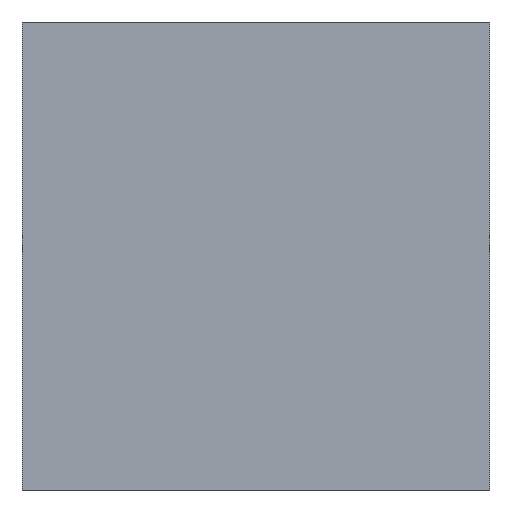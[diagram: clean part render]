
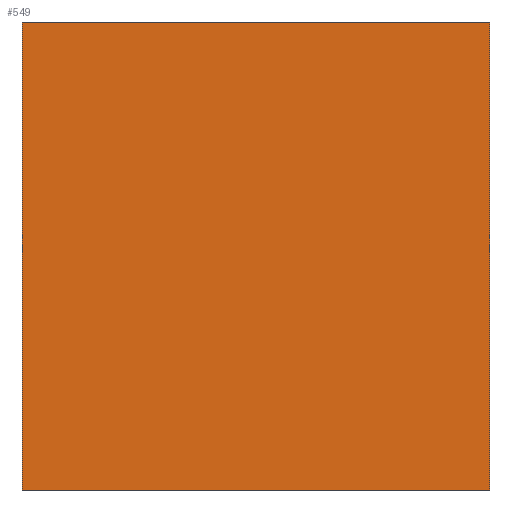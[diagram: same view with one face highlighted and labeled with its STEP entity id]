
A CAD part, front view. The second image highlights one B-rep face of the part: STEP entity #549.
In plain terms, the highlighted planar face has unit normal (0, -1, 0).
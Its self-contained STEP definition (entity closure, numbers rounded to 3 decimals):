
#10 = CARTESIAN_POINT ( 'NONE',  ( 0., 0., 0. ) ) ;
#45 = CARTESIAN_POINT ( 'NONE',  ( -50.914, 0., -50.99 ) ) ;
#49 = CARTESIAN_POINT ( 'NONE',  ( 50.914, 0., 50.99 ) ) ;
#55 = CARTESIAN_POINT ( 'NONE',  ( -50.914, 0., 50.99 ) ) ;
#93 = DIRECTION ( 'NONE',  ( 0., 0., -1. ) ) ;
#134 = DIRECTION ( 'NONE',  ( 1., 0., 0. ) ) ;
#139 = LINE ( 'NONE', #520, #768 ) ;
#150 = EDGE_CURVE ( 'NONE', #1182, #1160, #139, .T. ) ;
#175 = CARTESIAN_POINT ( 'NONE',  ( -50.914, 0., -50.99 ) ) ;
#200 = EDGE_CURVE ( 'NONE', #1108, #1182, #997, .T. ) ;
#233 = DIRECTION ( 'NONE',  ( -1., 0., 0. ) ) ;
#239 = LINE ( 'NONE', #246, #545 ) ;
#246 = CARTESIAN_POINT ( 'NONE',  ( -50.914, 0., -50.99 ) ) ;
#275 = AXIS2_PLACEMENT_3D ( 'NONE', #10, #741, #382 ) ;
#356 = ORIENTED_EDGE ( 'NONE', *, *, #769, .F. ) ;
#370 = PLANE ( 'NONE',  #275 ) ;
#382 = DIRECTION ( 'NONE',  ( 0., 0., 1. ) ) ;
#517 = CARTESIAN_POINT ( 'NONE',  ( 50.914, 0., -50.99 ) ) ;
#520 = CARTESIAN_POINT ( 'NONE',  ( -50.914, 0., 50.99 ) ) ;
#539 = VECTOR ( 'NONE', #1083, 1000. ) ;
#545 = VECTOR ( 'NONE', #233, 1000. ) ;
#549 = ADVANCED_FACE ( 'NONE', ( #839 ), #370, .F. ) ;
#607 = ORIENTED_EDGE ( 'NONE', *, *, #150, .F. ) ;
#692 = ORIENTED_EDGE ( 'NONE', *, *, #797, .F. ) ;
#741 = DIRECTION ( 'NONE',  ( 0., 1., 0. ) ) ;
#768 = VECTOR ( 'NONE', #134, 1000. ) ;
#769 = EDGE_CURVE ( 'NONE', #1122, #1108, #239, .T. ) ;
#797 = EDGE_CURVE ( 'NONE', #1160, #1122, #917, .T. ) ;
#839 = FACE_OUTER_BOUND ( 'NONE', #919, .T. ) ;
#917 = LINE ( 'NONE', #1193, #1114 ) ;
#919 = EDGE_LOOP ( 'NONE', ( #692, #607, #1170, #356 ) ) ;
#997 = LINE ( 'NONE', #175, #539 ) ;
#1083 = DIRECTION ( 'NONE',  ( 0., 0., 1. ) ) ;
#1108 = VERTEX_POINT ( 'NONE', #45 ) ;
#1114 = VECTOR ( 'NONE', #93, 1000. ) ;
#1122 = VERTEX_POINT ( 'NONE', #517 ) ;
#1160 = VERTEX_POINT ( 'NONE', #49 ) ;
#1170 = ORIENTED_EDGE ( 'NONE', *, *, #200, .F. ) ;
#1182 = VERTEX_POINT ( 'NONE', #55 ) ;
#1193 = CARTESIAN_POINT ( 'NONE',  ( 50.914, 0., -50.99 ) ) ;
